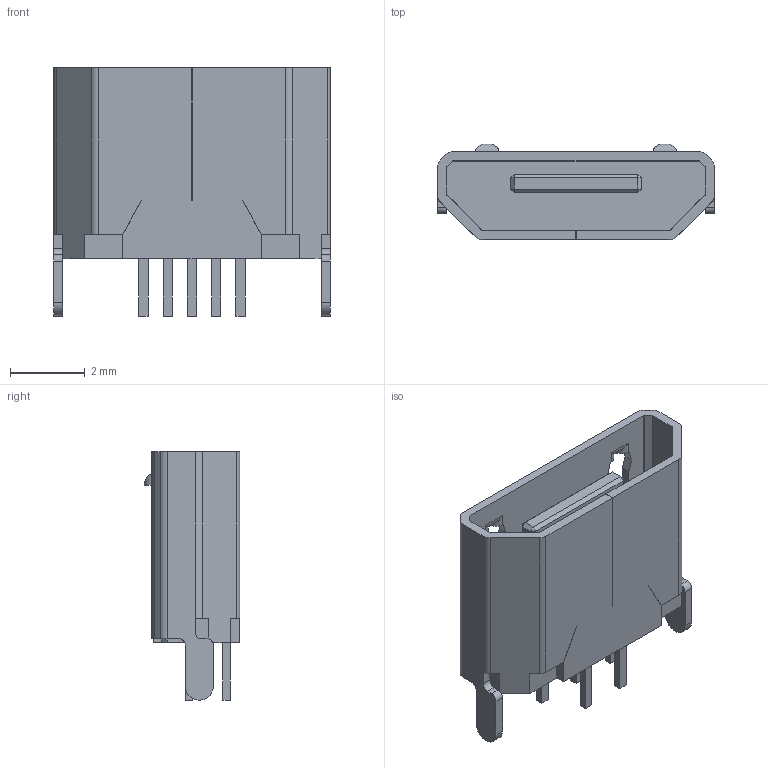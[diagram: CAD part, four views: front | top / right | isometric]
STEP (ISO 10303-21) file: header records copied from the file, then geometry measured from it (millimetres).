
FILE_DESCRIPTION(('FreeCAD Model'),'2;1');
FILE_NAME('Open CASCADE Shape Model','2023-05-09T22:34:33',( 'kicad StepUp'),('ksu MCAD'),'Open CASCADE STEP processor 7.6', 'FreeCAD','Unknown');
FILE_SCHEMA(('AUTOMOTIVE_DESIGN { 1 0 10303 214 1 1 1 1 }'));
Length unit declared in the file: millimetre
Products named in the file (1): U255-051N-4BH70-FS
Bounding box: 7.4 x 2.55 x 6.64 mm (x, y, z)
Volume: 42.5 mm3; surface area: 244.2 mm2
Topology: 1 solids, 8 shells, 820 faces, 2263 edges, 1496 vertices
Faces by surface type: plane 744, cylinder 66, extrusion 10
Entity records: 31593 total; most frequent: CARTESIAN_POINT 4859, ORIENTED_EDGE 4526, DIRECTION 3977, EDGE_CURVE 2263, VECTOR 2115, LINE 2105, VERTEX_POINT 1496, AXIS2_PLACEMENT_3D 931
